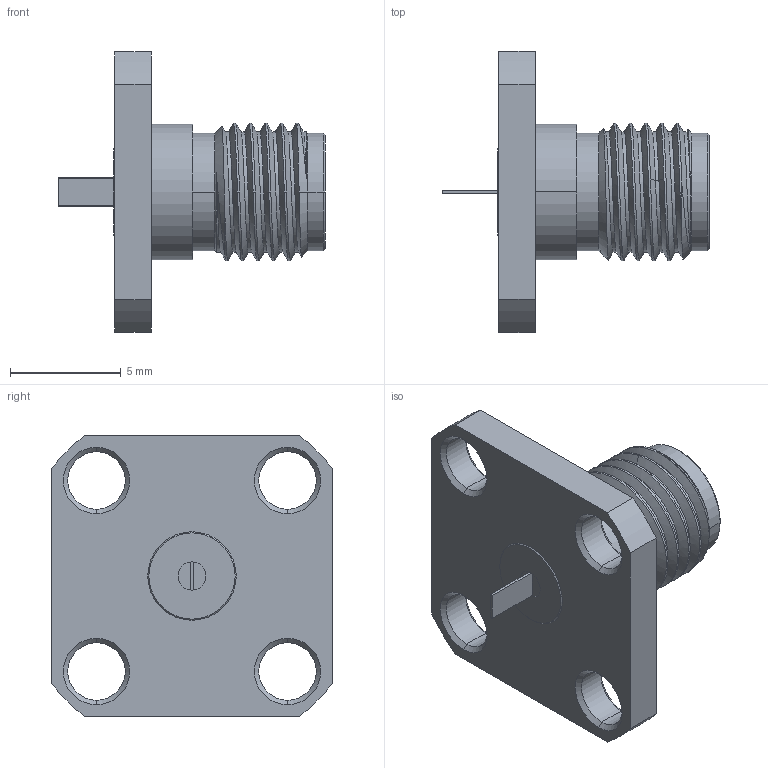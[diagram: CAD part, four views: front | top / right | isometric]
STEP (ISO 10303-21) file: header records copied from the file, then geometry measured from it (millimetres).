
FILE_DESCRIPTION((''),'2;1');
FILE_NAME('132166_SW0001','2020-08-12T18:31:43',('Kaviyarasan'),(''),'CREO PARAMETRIC BY PTC INC, 2019444','CREO PARAMETRIC BY PTC INC, 2019444','');
FILE_SCHEMA(('CONFIG_CONTROL_DESIGN'));
Length unit declared in the file: millimetre
Products named in the file (1): 132166_SW0001
Bounding box: 12.07 x 12.7 x 12.7 mm (x, y, z)
Volume: 391.2 mm3; surface area: 633.9 mm2
Topology: 1 solids, 1 shells, 96 faces, 232 edges, 143 vertices
Faces by surface type: cylinder 38, cone 30, plane 22, bspline 6
Entity records: 5456 total; most frequent: CARTESIAN_POINT 3174, DIRECTION 472, ORIENTED_EDGE 460, EDGE_CURVE 230, AXIS2_PLACEMENT_3D 185, VERTEX_POINT 143, EDGE_LOOP 111, VECTOR 102
